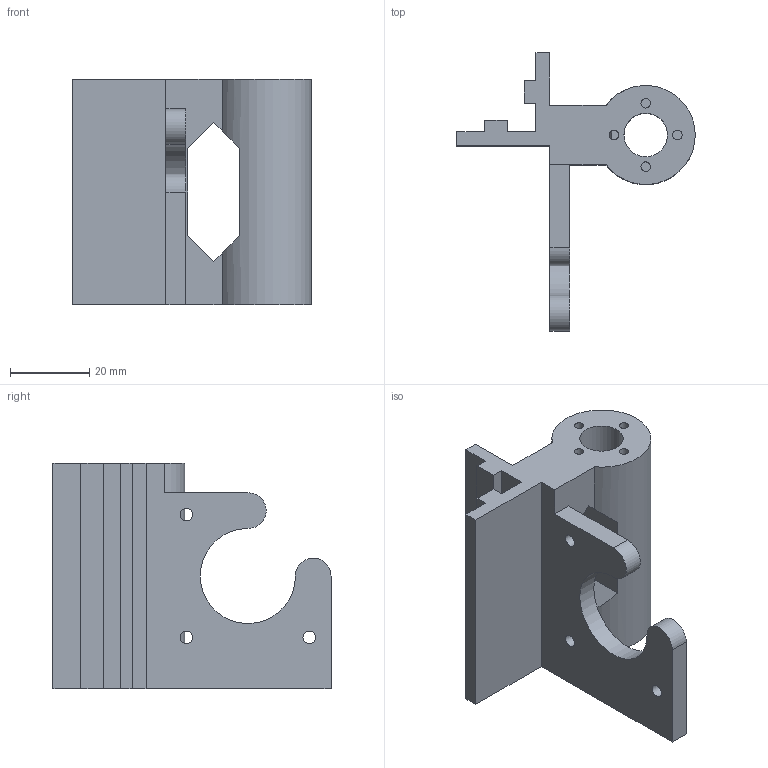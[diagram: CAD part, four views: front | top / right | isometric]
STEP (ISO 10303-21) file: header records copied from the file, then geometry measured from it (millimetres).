
FILE_DESCRIPTION(('FreeCAD Model'),'2;1');
FILE_NAME('x-motor-holder-20x20-TR8-x1.step', '2019-07-24T16:47:19',('Author'),(''), 'Open CASCADE STEP processor 6.8','FreeCAD','Unknown');
FILE_SCHEMA(('AUTOMOTIVE_DESIGN_CC2 { 1 2 10303 214 -1 1 5 4 }'));
Length unit declared in the file: millimetre
Products named in the file (2): ASSEMBLY; x-motor-holder-TR8
Assembly tree (1 placements, depth 2):
  ASSEMBLY
    x-motor-holder-TR8
Bounding box: 60.2 x 70.2 x 57 mm (x, y, z)
Volume: 43092.1 mm3; surface area: 19410.6 mm2
Topology: 1 solids, 1 shells, 52 faces, 147 edges, 99 vertices
Faces by surface type: plane 36, cylinder 16
Full cylindrical faces by diameter (mm): 2.4 x4, 2.6 x2, 3.2 x3, 8 x2, 11 x1
Entity records: 4740 total; most frequent: CARTESIAN_POINT 1832, DIRECTION 520, LINE 325, VECTOR 325, ORIENTED_EDGE 294, PCURVE 294, DEFINITIONAL_REPRESENTATION 294, EDGE_CURVE 147
